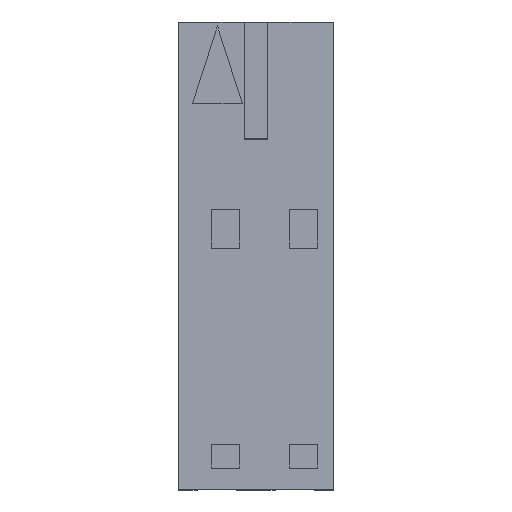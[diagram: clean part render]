
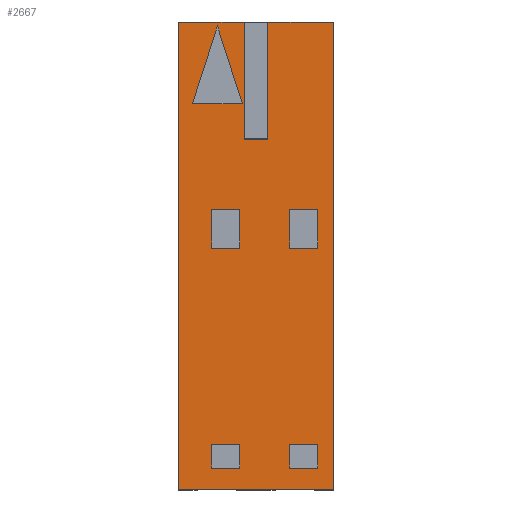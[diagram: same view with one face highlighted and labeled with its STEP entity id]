
A CAD part, top view. The second image highlights one B-rep face of the part: STEP entity #2667.
In plain terms, the highlighted planar face has unit normal (0, 0, 1).
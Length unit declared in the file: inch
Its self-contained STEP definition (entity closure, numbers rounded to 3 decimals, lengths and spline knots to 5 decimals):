
#13=DIRECTION('',(1.,0.,0.));
#14=VECTOR('',#13,0.199);
#15=CARTESIAN_POINT('',(-0.0995,-0.3,0.0495));
#16=LINE('',#15,#14);
#237=DIRECTION('',(1.,0.,0.));
#238=VECTOR('',#237,0.0845);
#239=CARTESIAN_POINT('',(0.015,0.3,0.0495));
#240=LINE('',#239,#238);
#253=DIRECTION('',(1.,0.,0.));
#254=VECTOR('',#253,0.0845);
#255=CARTESIAN_POINT('',(-0.0995,0.3,0.0495));
#256=LINE('',#255,#254);
#581=DIRECTION('',(1.,0.,0.));
#582=VECTOR('',#581,0.036);
#583=CARTESIAN_POINT('',(-0.057,0.01,0.0495));
#584=LINE('',#583,#582);
#585=DIRECTION('',(0.,1.,0.));
#586=VECTOR('',#585,0.05);
#587=CARTESIAN_POINT('',(-0.021,0.01,0.0495));
#588=LINE('',#587,#586);
#589=DIRECTION('',(1.,0.,0.));
#590=VECTOR('',#589,0.036);
#591=CARTESIAN_POINT('',(-0.057,0.06,0.0495));
#592=LINE('',#591,#590);
#593=DIRECTION('',(0.,-1.,0.));
#594=VECTOR('',#593,0.05);
#595=CARTESIAN_POINT('',(-0.057,0.06,0.0495));
#596=LINE('',#595,#594);
#597=DIRECTION('',(1.,0.,0.));
#598=VECTOR('',#597,0.036);
#599=CARTESIAN_POINT('',(-0.057,-0.272,0.0495));
#600=LINE('',#599,#598);
#601=DIRECTION('',(0.,1.,0.));
#602=VECTOR('',#601,0.03);
#603=CARTESIAN_POINT('',(-0.021,-0.272,0.0495));
#604=LINE('',#603,#602);
#605=DIRECTION('',(1.,0.,0.));
#606=VECTOR('',#605,0.036);
#607=CARTESIAN_POINT('',(-0.057,-0.242,0.0495));
#608=LINE('',#607,#606);
#609=DIRECTION('',(0.,-1.,0.));
#610=VECTOR('',#609,0.03);
#611=CARTESIAN_POINT('',(-0.057,-0.242,0.0495));
#612=LINE('',#611,#610);
#613=DIRECTION('',(1.,0.,0.));
#614=VECTOR('',#613,0.036);
#615=CARTESIAN_POINT('',(0.043,0.01,0.0495));
#616=LINE('',#615,#614);
#617=DIRECTION('',(0.,1.,0.));
#618=VECTOR('',#617,0.05);
#619=CARTESIAN_POINT('',(0.079,0.01,0.0495));
#620=LINE('',#619,#618);
#621=DIRECTION('',(-1.,0.,0.));
#622=VECTOR('',#621,0.036);
#623=CARTESIAN_POINT('',(0.079,0.06,0.0495));
#624=LINE('',#623,#622);
#625=DIRECTION('',(0.,-1.,0.));
#626=VECTOR('',#625,0.05);
#627=CARTESIAN_POINT('',(0.043,0.06,0.0495));
#628=LINE('',#627,#626);
#629=DIRECTION('',(1.,0.,0.));
#630=VECTOR('',#629,0.036);
#631=CARTESIAN_POINT('',(0.043,-0.272,0.0495));
#632=LINE('',#631,#630);
#633=DIRECTION('',(0.,1.,0.));
#634=VECTOR('',#633,0.03);
#635=CARTESIAN_POINT('',(0.079,-0.272,0.0495));
#636=LINE('',#635,#634);
#637=DIRECTION('',(-1.,0.,0.));
#638=VECTOR('',#637,0.036);
#639=CARTESIAN_POINT('',(0.079,-0.242,0.0495));
#640=LINE('',#639,#638);
#641=DIRECTION('',(0.,-1.,0.));
#642=VECTOR('',#641,0.03);
#643=CARTESIAN_POINT('',(0.043,-0.242,0.0495));
#644=LINE('',#643,#642);
#645=DIRECTION('',(0.,-1.,0.));
#646=VECTOR('',#645,0.15);
#647=CARTESIAN_POINT('',(0.015,0.3,0.0495));
#648=LINE('',#647,#646);
#649=DIRECTION('',(0.,1.,0.));
#650=VECTOR('',#649,0.6);
#651=CARTESIAN_POINT('',(-0.0995,-0.3,0.0495));
#652=LINE('',#651,#650);
#653=DIRECTION('',(0.,-1.,0.));
#654=VECTOR('',#653,0.15);
#655=CARTESIAN_POINT('',(-0.015,0.3,0.0495));
#656=LINE('',#655,#654);
#657=DIRECTION('',(1.,0.,0.));
#658=VECTOR('',#657,0.03);
#659=CARTESIAN_POINT('',(-0.015,0.15,0.0495));
#660=LINE('',#659,#658);
#661=DIRECTION('',(-0.305,-0.952,0.));
#662=VECTOR('',#661,0.105);
#663=CARTESIAN_POINT('',(-0.0495,0.295,0.0495));
#664=LINE('',#663,#662);
#665=DIRECTION('',(1.,0.,0.));
#666=VECTOR('',#665,0.064);
#667=CARTESIAN_POINT('',(-0.0815,0.195,0.0495));
#668=LINE('',#667,#666);
#669=DIRECTION('',(-0.305,0.952,0.));
#670=VECTOR('',#669,0.105);
#671=CARTESIAN_POINT('',(-0.0175,0.195,0.0495));
#672=LINE('',#671,#670);
#841=DIRECTION('',(0.,1.,0.));
#842=VECTOR('',#841,0.6);
#843=CARTESIAN_POINT('',(0.0995,-0.3,0.0495));
#844=LINE('',#843,#842);
#1350=CARTESIAN_POINT('',(-0.0995,-0.3,0.0495));
#1352=VERTEX_POINT('',#1350);
#1353=CARTESIAN_POINT('',(0.0995,-0.3,0.0495));
#1354=VERTEX_POINT('',#1353);
#1358=CARTESIAN_POINT('',(-0.0995,0.3,0.0495));
#1360=VERTEX_POINT('',#1358);
#1361=CARTESIAN_POINT('',(0.0995,0.3,0.0495));
#1363=VERTEX_POINT('',#1361);
#1381=CARTESIAN_POINT('',(-0.057,0.01,0.0495));
#1382=CARTESIAN_POINT('',(-0.021,0.01,0.0495));
#1383=VERTEX_POINT('',#1381);
#1384=VERTEX_POINT('',#1382);
#1385=CARTESIAN_POINT('',(-0.021,0.06,0.0495));
#1386=VERTEX_POINT('',#1385);
#1387=CARTESIAN_POINT('',(-0.057,0.06,0.0495));
#1388=VERTEX_POINT('',#1387);
#1389=CARTESIAN_POINT('',(-0.057,-0.272,0.0495));
#1390=CARTESIAN_POINT('',(-0.021,-0.272,0.0495));
#1391=VERTEX_POINT('',#1389);
#1392=VERTEX_POINT('',#1390);
#1393=CARTESIAN_POINT('',(-0.021,-0.242,0.0495));
#1394=VERTEX_POINT('',#1393);
#1395=CARTESIAN_POINT('',(-0.057,-0.242,0.0495));
#1396=VERTEX_POINT('',#1395);
#1421=CARTESIAN_POINT('',(0.015,0.3,0.0495));
#1422=CARTESIAN_POINT('',(0.015,0.15,0.0495));
#1423=VERTEX_POINT('',#1421);
#1424=VERTEX_POINT('',#1422);
#1425=CARTESIAN_POINT('',(-0.015,0.3,0.0495));
#1426=CARTESIAN_POINT('',(-0.015,0.15,0.0495));
#1427=VERTEX_POINT('',#1425);
#1428=VERTEX_POINT('',#1426);
#1649=CARTESIAN_POINT('',(0.043,0.01,0.0495));
#1650=CARTESIAN_POINT('',(0.079,0.01,0.0495));
#1651=VERTEX_POINT('',#1649);
#1652=VERTEX_POINT('',#1650);
#1653=CARTESIAN_POINT('',(0.079,0.06,0.0495));
#1654=VERTEX_POINT('',#1653);
#1655=CARTESIAN_POINT('',(0.043,0.06,0.0495));
#1656=VERTEX_POINT('',#1655);
#1657=CARTESIAN_POINT('',(0.043,-0.272,0.0495));
#1658=CARTESIAN_POINT('',(0.079,-0.272,0.0495));
#1659=VERTEX_POINT('',#1657);
#1660=VERTEX_POINT('',#1658);
#1661=CARTESIAN_POINT('',(0.079,-0.242,0.0495));
#1662=VERTEX_POINT('',#1661);
#1663=CARTESIAN_POINT('',(0.043,-0.242,0.0495));
#1664=VERTEX_POINT('',#1663);
#1775=CARTESIAN_POINT('',(-0.0495,0.295,0.0495));
#1776=CARTESIAN_POINT('',(-0.0815,0.195,0.0495));
#1777=VERTEX_POINT('',#1775);
#1778=VERTEX_POINT('',#1776);
#1779=CARTESIAN_POINT('',(-0.0175,0.195,0.0495));
#1780=VERTEX_POINT('',#1779);
#2600=CARTESIAN_POINT('',(-0.0995,-0.3,0.0495));
#2601=DIRECTION('',(0.,0.,1.));
#2602=DIRECTION('',(1.,0.,0.));
#2603=AXIS2_PLACEMENT_3D('',#2600,#2601,#2602);
#2604=PLANE('',#2603);
#2606=ORIENTED_EDGE('',*,*,#2605,.F.);
#2607=ORIENTED_EDGE('',*,*,#2116,.T.);
#2609=ORIENTED_EDGE('',*,*,#2608,.F.);
#2610=ORIENTED_EDGE('',*,*,#1792,.F.);
#2611=ORIENTED_EDGE('',*,*,#2569,.T.);
#2612=ORIENTED_EDGE('',*,*,#2124,.T.);
#2614=ORIENTED_EDGE('',*,*,#2613,.T.);
#2616=ORIENTED_EDGE('',*,*,#2615,.T.);
#2617=EDGE_LOOP('',(#2606,#2607,#2609,#2610,#2611,#2612,#2614,#2616));
#2618=FACE_OUTER_BOUND('',#2617,.F.);
#2620=ORIENTED_EDGE('',*,*,#2619,.T.);
#2622=ORIENTED_EDGE('',*,*,#2621,.T.);
#2624=ORIENTED_EDGE('',*,*,#2623,.F.);
#2626=ORIENTED_EDGE('',*,*,#2625,.T.);
#2627=EDGE_LOOP('',(#2620,#2622,#2624,#2626));
#2628=FACE_BOUND('',#2627,.F.);
#2630=ORIENTED_EDGE('',*,*,#2629,.T.);
#2632=ORIENTED_EDGE('',*,*,#2631,.T.);
#2634=ORIENTED_EDGE('',*,*,#2633,.T.);
#2636=ORIENTED_EDGE('',*,*,#2635,.T.);
#2637=EDGE_LOOP('',(#2630,#2632,#2634,#2636));
#2638=FACE_BOUND('',#2637,.F.);
#2640=ORIENTED_EDGE('',*,*,#2639,.T.);
#2642=ORIENTED_EDGE('',*,*,#2641,.T.);
#2644=ORIENTED_EDGE('',*,*,#2643,.T.);
#2646=ORIENTED_EDGE('',*,*,#2645,.T.);
#2647=EDGE_LOOP('',(#2640,#2642,#2644,#2646));
#2648=FACE_BOUND('',#2647,.F.);
#2650=ORIENTED_EDGE('',*,*,#2649,.T.);
#2652=ORIENTED_EDGE('',*,*,#2651,.T.);
#2654=ORIENTED_EDGE('',*,*,#2653,.F.);
#2656=ORIENTED_EDGE('',*,*,#2655,.T.);
#2657=EDGE_LOOP('',(#2650,#2652,#2654,#2656));
#2658=FACE_BOUND('',#2657,.F.);
#2660=ORIENTED_EDGE('',*,*,#2659,.T.);
#2662=ORIENTED_EDGE('',*,*,#2661,.T.);
#2664=ORIENTED_EDGE('',*,*,#2663,.T.);
#2665=EDGE_LOOP('',(#2660,#2662,#2664));
#2666=FACE_BOUND('',#2665,.F.);
#2667=ADVANCED_FACE('',(#2618,#2628,#2638,#2648,#2658,#2666),#2604,.T.);
#1792=EDGE_CURVE('',#1352,#1354,#16,.T.);
#2116=EDGE_CURVE('',#1423,#1363,#240,.T.);
#2124=EDGE_CURVE('',#1360,#1427,#256,.T.);
#2569=EDGE_CURVE('',#1352,#1360,#652,.T.);
#2605=EDGE_CURVE('',#1423,#1424,#648,.T.);
#2608=EDGE_CURVE('',#1354,#1363,#844,.T.);
#2613=EDGE_CURVE('',#1427,#1428,#656,.T.);
#2615=EDGE_CURVE('',#1428,#1424,#660,.T.);
#2619=EDGE_CURVE('',#1391,#1392,#600,.T.);
#2621=EDGE_CURVE('',#1392,#1394,#604,.T.);
#2623=EDGE_CURVE('',#1396,#1394,#608,.T.);
#2625=EDGE_CURVE('',#1396,#1391,#612,.T.);
#2629=EDGE_CURVE('',#1651,#1652,#616,.T.);
#2631=EDGE_CURVE('',#1652,#1654,#620,.T.);
#2633=EDGE_CURVE('',#1654,#1656,#624,.T.);
#2635=EDGE_CURVE('',#1656,#1651,#628,.T.);
#2639=EDGE_CURVE('',#1659,#1660,#632,.T.);
#2641=EDGE_CURVE('',#1660,#1662,#636,.T.);
#2643=EDGE_CURVE('',#1662,#1664,#640,.T.);
#2645=EDGE_CURVE('',#1664,#1659,#644,.T.);
#2649=EDGE_CURVE('',#1383,#1384,#584,.T.);
#2651=EDGE_CURVE('',#1384,#1386,#588,.T.);
#2653=EDGE_CURVE('',#1388,#1386,#592,.T.);
#2655=EDGE_CURVE('',#1388,#1383,#596,.T.);
#2659=EDGE_CURVE('',#1777,#1778,#664,.T.);
#2661=EDGE_CURVE('',#1778,#1780,#668,.T.);
#2663=EDGE_CURVE('',#1780,#1777,#672,.T.);
